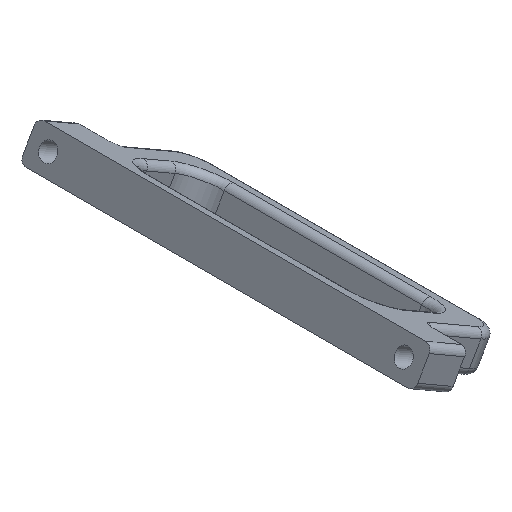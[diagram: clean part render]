
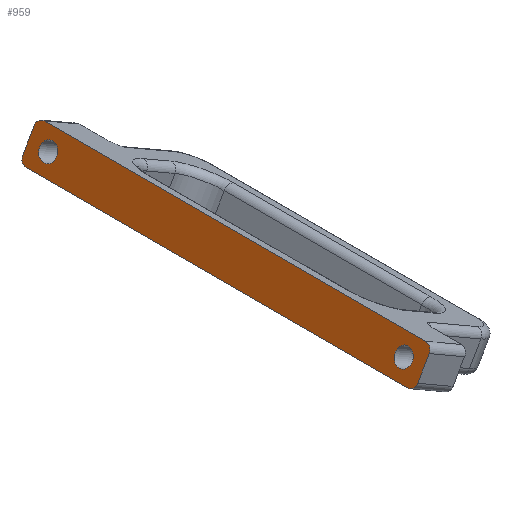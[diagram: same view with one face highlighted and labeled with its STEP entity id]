
A CAD part, isometric view. The second image highlights one B-rep face of the part: STEP entity #959.
In plain terms, the highlighted planar face has unit normal (-0.866, 0, 0.5).
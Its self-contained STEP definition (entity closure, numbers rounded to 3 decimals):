
#19=FACE_BOUND('',#304,.T.);
#20=FACE_BOUND('',#305,.T.);
#32=PLANE('',#1098);
#61=LINE('',#1594,#125);
#89=LINE('',#1709,#153);
#92=LINE('',#1717,#156);
#93=LINE('',#1722,#157);
#125=VECTOR('',#1253,10.);
#153=VECTOR('',#1397,10.);
#156=VECTOR('',#1406,10.);
#157=VECTOR('',#1411,10.);
#241=FACE_OUTER_BOUND('',#303,.T.);
#303=EDGE_LOOP('',(#855,#856,#857,#858,#859,#860,#861,#862));
#304=EDGE_LOOP('',(#863));
#305=EDGE_LOOP('',(#864));
#383=CIRCLE('',#1097,1.);
#384=CIRCLE('',#1099,1.);
#385=CIRCLE('',#1100,1.);
#386=CIRCLE('',#1101,1.);
#387=CIRCLE('',#1102,1.3);
#388=CIRCLE('',#1103,1.3);
#436=VERTEX_POINT('',#1591);
#437=VERTEX_POINT('',#1593);
#465=VERTEX_POINT('',#1706);
#466=VERTEX_POINT('',#1708);
#467=VERTEX_POINT('',#1712);
#468=VERTEX_POINT('',#1716);
#469=VERTEX_POINT('',#1719);
#470=VERTEX_POINT('',#1721);
#471=VERTEX_POINT('',#1724);
#472=VERTEX_POINT('',#1726);
#539=EDGE_CURVE('',#437,#436,#61,.T.);
#597=EDGE_CURVE('',#466,#465,#89,.T.);
#600=EDGE_CURVE('',#467,#436,#383,.T.);
#601=EDGE_CURVE('',#467,#468,#92,.T.);
#602=EDGE_CURVE('',#466,#468,#384,.T.);
#603=EDGE_CURVE('',#469,#465,#385,.T.);
#604=EDGE_CURVE('',#469,#470,#93,.T.);
#605=EDGE_CURVE('',#437,#470,#386,.T.);
#606=EDGE_CURVE('',#471,#471,#387,.F.);
#607=EDGE_CURVE('',#472,#472,#388,.F.);
#855=ORIENTED_EDGE('',*,*,#600,.F.);
#856=ORIENTED_EDGE('',*,*,#601,.T.);
#857=ORIENTED_EDGE('',*,*,#602,.F.);
#858=ORIENTED_EDGE('',*,*,#597,.T.);
#859=ORIENTED_EDGE('',*,*,#603,.F.);
#860=ORIENTED_EDGE('',*,*,#604,.T.);
#861=ORIENTED_EDGE('',*,*,#605,.F.);
#862=ORIENTED_EDGE('',*,*,#539,.T.);
#863=ORIENTED_EDGE('',*,*,#606,.F.);
#864=ORIENTED_EDGE('',*,*,#607,.F.);
#959=ADVANCED_FACE('',(#241,#19,#20),#32,.F.);
#1097=AXIS2_PLACEMENT_3D('',#1714,#1402,#1403);
#1098=AXIS2_PLACEMENT_3D('',#1715,#1404,#1405);
#1099=AXIS2_PLACEMENT_3D('',#1718,#1407,#1408);
#1100=AXIS2_PLACEMENT_3D('',#1720,#1409,#1410);
#1101=AXIS2_PLACEMENT_3D('',#1723,#1412,#1413);
#1102=AXIS2_PLACEMENT_3D('',#1725,#1414,#1415);
#1103=AXIS2_PLACEMENT_3D('',#1727,#1416,#1417);
#1253=DIRECTION('',(0.,-1.,0.));
#1397=DIRECTION('',(0.,1.,0.));
#1402=DIRECTION('center_axis',(0.866,0.,
-0.5));
#1403=DIRECTION('ref_axis',(-0.354,-0.707,-0.612));
#1404=DIRECTION('center_axis',(0.866,0.,
-0.5));
#1405=DIRECTION('ref_axis',(0.,1.,0.));
#1406=DIRECTION('',(0.5,0.,0.866));
#1407=DIRECTION('center_axis',(0.866,0.,
-0.5));
#1408=DIRECTION('ref_axis',(0.354,-0.707,0.612));
#1409=DIRECTION('center_axis',(0.866,0.,
-0.5));
#1410=DIRECTION('ref_axis',(0.354,0.707,0.612));
#1411=DIRECTION('',(-0.5,0.,-0.866));
#1412=DIRECTION('center_axis',(0.866,0.,
-0.5));
#1413=DIRECTION('ref_axis',(-0.354,0.707,-0.612));
#1414=DIRECTION('center_axis',(0.866,0.,
-0.5));
#1415=DIRECTION('ref_axis',(0.,1.,0.));
#1416=DIRECTION('center_axis',(0.866,0.,
-0.5));
#1417=DIRECTION('ref_axis',(0.,1.,0.));
#1591=CARTESIAN_POINT('',(172.927,-29.,514.472));
#1593=CARTESIAN_POINT('',(172.927,29.,514.472));
#1594=CARTESIAN_POINT('',(172.927,30.,514.472));
#1706=CARTESIAN_POINT('',(175.677,29.,519.235));
#1708=CARTESIAN_POINT('',(175.677,-29.,519.235));
#1709=CARTESIAN_POINT('',(175.677,-30.,519.235));
#1712=CARTESIAN_POINT('',(173.427,-30.,515.338));
#1714=CARTESIAN_POINT('Origin',(173.427,-29.,515.338));
#1715=CARTESIAN_POINT('Origin',(174.302,0.,
516.854));
#1716=CARTESIAN_POINT('',(175.177,-30.,518.369));
#1717=CARTESIAN_POINT('',(172.927,-30.,514.472));
#1718=CARTESIAN_POINT('Origin',(175.177,-29.,518.369));
#1719=CARTESIAN_POINT('',(175.177,30.,518.369));
#1720=CARTESIAN_POINT('Origin',(175.177,29.,518.369));
#1721=CARTESIAN_POINT('',(173.427,30.,515.338));
#1722=CARTESIAN_POINT('',(175.677,30.,519.235));
#1723=CARTESIAN_POINT('Origin',(173.427,29.,515.338));
#1724=CARTESIAN_POINT('',(174.302,-28.3,516.854));
#1725=CARTESIAN_POINT('Origin',(174.302,-27.,516.854));
#1726=CARTESIAN_POINT('',(174.302,25.7,516.854));
#1727=CARTESIAN_POINT('Origin',(174.302,27.,516.854));
